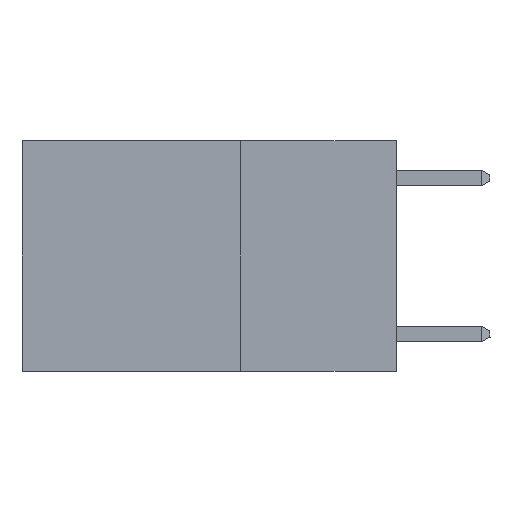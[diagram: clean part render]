
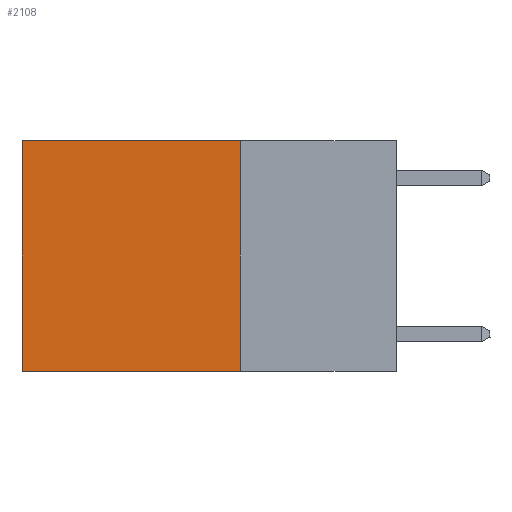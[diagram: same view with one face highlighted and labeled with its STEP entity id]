
A CAD part, left-side view. The second image highlights one B-rep face of the part: STEP entity #2108.
In plain terms, the highlighted planar face has unit normal (-1, 0, 0).
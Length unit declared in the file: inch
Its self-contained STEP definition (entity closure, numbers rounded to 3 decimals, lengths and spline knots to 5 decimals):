
#851 = DIRECTION ( 'NONE',  ( 0., 0., -1. ) ) ;
#1846 = ORIENTED_EDGE ( 'NONE', *, *, #17745, .T. ) ;
#2108 = ADVANCED_FACE ( 'NONE', ( #9459 ), #16343, .F. ) ;
#2239 = EDGE_CURVE ( 'NONE', #13849, #11663, #18431, .T. ) ;
#2832 = LINE ( 'NONE', #9695, #10636 ) ;
#3962 = LINE ( 'NONE', #4465, #6531 ) ;
#4465 = CARTESIAN_POINT ( 'NONE',  ( 0.2625, 0.25, 0. ) ) ;
#4661 = ORIENTED_EDGE ( 'NONE', *, *, #12890, .T. ) ;
#4774 = LINE ( 'NONE', #5531, #15390 ) ;
#5531 = CARTESIAN_POINT ( 'NONE',  ( 0.2625, 0.25, -0.37 ) ) ;
#5608 = EDGE_CURVE ( 'NONE', #11663, #7715, #4774, .T. ) ;
#6531 = VECTOR ( 'NONE', #7442, 39.37008 ) ;
#6711 = AXIS2_PLACEMENT_3D ( 'NONE', #7788, #17654, #9213 ) ;
#6984 = ORIENTED_EDGE ( 'NONE', *, *, #5608, .F. ) ;
#7212 = VECTOR ( 'NONE', #17881, 39.37008 ) ;
#7442 = DIRECTION ( 'NONE',  ( 0., 1., 0. ) ) ;
#7715 = VERTEX_POINT ( 'NONE', #15643 ) ;
#7788 = CARTESIAN_POINT ( 'NONE',  ( 0.2625, 0.25, 0. ) ) ;
#8025 = CARTESIAN_POINT ( 'NONE',  ( 0.2625, 0.25, 0. ) ) ;
#9213 = DIRECTION ( 'NONE',  ( 0., 0., -1. ) ) ;
#9459 = FACE_OUTER_BOUND ( 'NONE', #17662, .T. ) ;
#9695 = CARTESIAN_POINT ( 'NONE',  ( 0.2625, 0.6, 0. ) ) ;
#10636 = VECTOR ( 'NONE', #851, 39.37008 ) ;
#11663 = VERTEX_POINT ( 'NONE', #13550 ) ;
#11734 = VERTEX_POINT ( 'NONE', #16516 ) ;
#12199 = ORIENTED_EDGE ( 'NONE', *, *, #2239, .F. ) ;
#12890 = EDGE_CURVE ( 'NONE', #13849, #11734, #3962, .T. ) ;
#13550 = CARTESIAN_POINT ( 'NONE',  ( 0.2625, 0.25, -0.37 ) ) ;
#13849 = VERTEX_POINT ( 'NONE', #18040 ) ;
#15390 = VECTOR ( 'NONE', #16955, 39.37008 ) ;
#15643 = CARTESIAN_POINT ( 'NONE',  ( 0.2625, 0.6, -0.37 ) ) ;
#16343 = PLANE ( 'NONE',  #6711 ) ;
#16516 = CARTESIAN_POINT ( 'NONE',  ( 0.2625, 0.6, 0. ) ) ;
#16955 = DIRECTION ( 'NONE',  ( 0., 1., 0. ) ) ;
#17654 = DIRECTION ( 'NONE',  ( 1., 0., 0. ) ) ;
#17662 = EDGE_LOOP ( 'NONE', ( #1846, #6984, #12199, #4661 ) ) ;
#17745 = EDGE_CURVE ( 'NONE', #11734, #7715, #2832, .T. ) ;
#17881 = DIRECTION ( 'NONE',  ( 0., 0., -1. ) ) ;
#18040 = CARTESIAN_POINT ( 'NONE',  ( 0.2625, 0.25, 0. ) ) ;
#18431 = LINE ( 'NONE', #8025, #7212 ) ;
